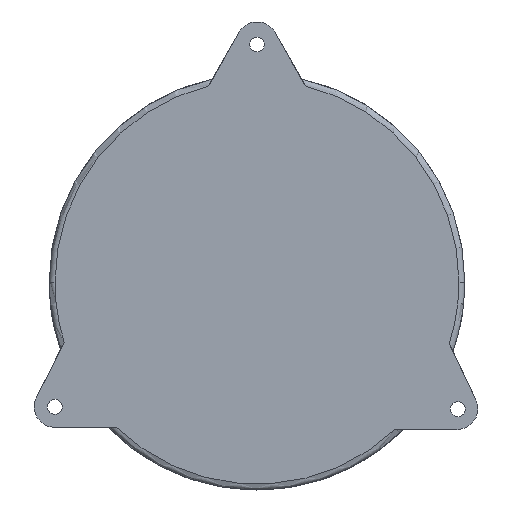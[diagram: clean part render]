
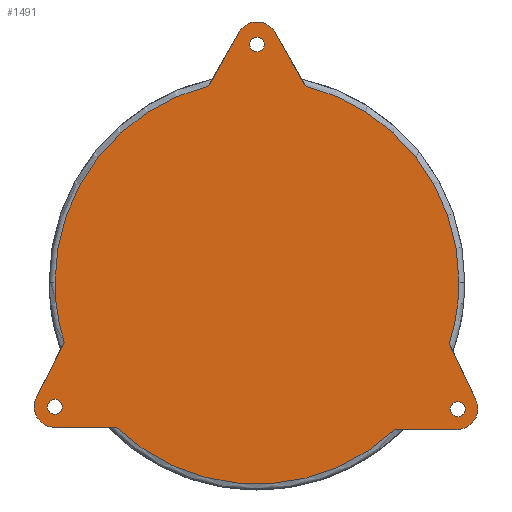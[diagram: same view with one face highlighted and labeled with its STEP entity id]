
A CAD part, front view. The second image highlights one B-rep face of the part: STEP entity #1491.
In plain terms, the highlighted planar face has unit normal (0, -1, 0).
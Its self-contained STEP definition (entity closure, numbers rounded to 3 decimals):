
#824=CARTESIAN_POINT('POINT47',(138.945,2.54,
   382.282));
#825=VERTEX_POINT('VERTEX47',#824);
#833=CARTESIAN_POINT('POINT48',(145.295,2.54,
   382.282));
#834=VERTEX_POINT('VERTEX48',#833);
#841=CARTESIAN_POINT('POS91',(142.12,2.54,
   382.282));
#842=DIRECTION('DIR161',(0.,-1.,0.));
#843=DIRECTION('DIR162',(1.,0.,0.));
#844=AXIS2_PLACEMENT_3D('AXIS71',#841,#842,#843);
#845=CIRCLE('ELLIPSE45',#844,3.175);
#846=EDGE_CURVE('EDGE70',#834,#825,#845,.T.);
#859=CARTESIAN_POINT('POS93',(142.12,2.54,
   382.282));
#860=DIRECTION('DIR165',(0.,-1.,0.));
#861=DIRECTION('DIR166',(-1.,0.,0.));
#862=AXIS2_PLACEMENT_3D('AXIS73',#859,#860,#861);
#863=CIRCLE('ELLIPSE46',#862,3.175);
#864=EDGE_CURVE('EDGE71',#825,#834,#863,.T.);
#874=CARTESIAN_POINT('POINT49',(225.425,2.54,537.21));
#875=VERTEX_POINT('VERTEX49',#874);
#883=CARTESIAN_POINT('POINT50',(231.775,2.54,537.21));
#884=VERTEX_POINT('VERTEX50',#883);
#891=CARTESIAN_POINT('POS97',(228.6,2.54,537.21));
#892=DIRECTION('DIR171',(0.,-1.,0.));
#893=DIRECTION('DIR172',(1.,0.,0.));
#894=AXIS2_PLACEMENT_3D('AXIS75',#891,#892,#893);
#895=CIRCLE('ELLIPSE47',#894,3.175);
#896=EDGE_CURVE('EDGE74',#884,#875,#895,.T.);
#909=CARTESIAN_POINT('POS99',(228.6,2.54,537.21));
#910=DIRECTION('DIR175',(0.,-1.,0.));
#911=DIRECTION('DIR176',(-1.,0.,0.));
#912=AXIS2_PLACEMENT_3D('AXIS77',#909,#910,#911);
#913=CIRCLE('ELLIPSE48',#912,3.175);
#914=EDGE_CURVE('EDGE75',#875,#884,#913,.T.);
#924=CARTESIAN_POINT('POINT51',(207.882,2.54,
   519.448));
#925=VERTEX_POINT('VERTEX51',#924);
#937=CARTESIAN_POINT('POINT52',(142.24,2.54,435.61));
#938=VERTEX_POINT('VERTEX52',#937);
#946=CARTESIAN_POINT('POS102',(228.6,2.54,435.61));
#947=DIRECTION('DIR181',(0.,1.,0.));
#948=DIRECTION('DIR182',(-1.,0.,0.));
#949=AXIS2_PLACEMENT_3D('AXIS80',#946,#947,#948);
#950=CIRCLE('ELLIPSE50',#949,86.36);
#951=EDGE_CURVE('EDGE78',#938,#925,#950,.T.);
#962=CARTESIAN_POINT('POINT53',(220.868,2.54,
   542.336));
#963=VERTEX_POINT('VERTEX53',#962);
#964=CARTESIAN_POINT('POS104',(207.882,2.54,
   519.448));
#965=DIRECTION('DIR185',(0.493,0.,
   0.87));
#966=VECTOR('VEC23',#965,25.4);
#967=LINE('STRAIGHT23',#964,#966);
#968=EDGE_CURVE('EDGE79',#925,#963,#967,.T.);
#985=CARTESIAN_POINT('POINT54',(236.332,2.54,
   542.336));
#986=VERTEX_POINT('VERTEX54',#985);
#995=CARTESIAN_POINT('POS108',(228.6,2.54,
   537.948));
#996=DIRECTION('DIR190',(0.,1.,0.));
#997=DIRECTION('DIR191',(-0.87,0.,
   0.493));
#998=AXIS2_PLACEMENT_3D('AXIS83',#995,#996,#997);
#999=CIRCLE('ELLIPSE51',#998,8.89);
#1000=EDGE_CURVE('EDGE82',#963,#986,#999,.T.);
#1011=CARTESIAN_POINT('POINT55',(249.318,2.54,
   519.448));
#1012=VERTEX_POINT('VERTEX55',#1011);
#1013=CARTESIAN_POINT('POS110',(236.332,2.54,
   542.336));
#1014=DIRECTION('DIR194',(0.493,0.,
   -0.87));
#1015=VECTOR('VEC26',#1014,25.4);
#1016=LINE('STRAIGHT26',#1013,#1015);
#1017=EDGE_CURVE('EDGE83',#986,#1012,#1016,.T.);
#1038=CARTESIAN_POINT('POINT56',(314.96,2.54,435.61));
#1039=VERTEX_POINT('VERTEX56',#1038);
#1049=CARTESIAN_POINT('POS113',(228.6,2.54,435.61));
#1050=DIRECTION('DIR199',(0.,1.,0.));
#1051=DIRECTION('DIR200',(0.24,0.,
   0.971));
#1052=AXIS2_PLACEMENT_3D('AXIS87',#1049,#1050,#1051);
#1053=CIRCLE('ELLIPSE53',#1052,86.36);
#1054=EDGE_CURVE('EDGE86',#1012,#1039,#1053,.T.);
#1064=CARTESIAN_POINT('POINT57',(310.824,2.54,
   409.204));
#1065=VERTEX_POINT('VERTEX57',#1064);
#1087=CARTESIAN_POINT('POS116',(228.6,2.54,
   435.61));
#1088=DIRECTION('DIR205',(0.,1.,0.));
#1089=DIRECTION('DIR206',(1.,0.,0.));
#1090=AXIS2_PLACEMENT_3D('AXIS90',#1087,#1088,#1089);
#1091=CIRCLE('ELLIPSE55',#1090,86.36);
#1092=EDGE_CURVE('EDGE89',#1039,#1065,#1091,.T.);
#1102=CARTESIAN_POINT('POINT59',(168.581,2.54,
   373.515));
#1103=VERTEX_POINT('VERTEX59',#1102);
#1124=CARTESIAN_POINT('POINT61',(287.591,2.54,
   372.537));
#1125=VERTEX_POINT('VERTEX61',#1124);
#1137=CARTESIAN_POINT('POS119',(228.6,2.54,435.61));
#1138=DIRECTION('DIR211',(0.,1.,0.));
#1139=DIRECTION('DIR212',(0.683,0.,
   -0.73));
#1140=AXIS2_PLACEMENT_3D('AXIS93',#1137,#1138,#1139);
#1141=CIRCLE('ELLIPSE57',#1140,86.36);
#1142=EDGE_CURVE('EDGE93',#1125,#1103,#1141,.T.);
#1153=CARTESIAN_POINT('POINT62',(142.12,2.54,
   373.515));
#1154=VERTEX_POINT('VERTEX62',#1153);
#1155=CARTESIAN_POINT('POS121',(168.581,2.54,
   373.515));
#1156=DIRECTION('DIR215',(-1.,0.,0.));
#1157=VECTOR('VEC27',#1156,25.4);
#1158=LINE('STRAIGHT27',#1155,#1157);
#1159=EDGE_CURVE('EDGE94',#1103,#1154,#1158,.T.);
#1176=CARTESIAN_POINT('POINT63',(133.353,2.54,
   382.282));
#1177=VERTEX_POINT('VERTEX63',#1176);
#1186=CARTESIAN_POINT('POS125',(142.12,2.54,
   382.282));
#1187=DIRECTION('DIR220',(0.,1.,0.));
#1188=DIRECTION('DIR221',(0.,0.,-1.));
#1189=AXIS2_PLACEMENT_3D('AXIS96',#1186,#1187,#1188);
#1190=CIRCLE('ELLIPSE58',#1189,8.767);
#1191=EDGE_CURVE('EDGE97',#1154,#1177,#1190,.T.);
#1202=CARTESIAN_POINT('POINT64',(134.287,2.54,
   386.219));
#1203=VERTEX_POINT('VERTEX64',#1202);
#1204=EDGE_CURVE('EDGE98',#1177,#1203,#1190,.T.);
#1217=CARTESIAN_POINT('POINT65',(146.168,2.54,
   409.862));
#1218=VERTEX_POINT('VERTEX65',#1217);
#1219=CARTESIAN_POINT('POS128',(134.287,2.54,
   386.219));
#1220=DIRECTION('DIR225',(0.449,0.,
   0.894));
#1221=VECTOR('VEC31',#1220,25.4);
#1222=LINE('STRAIGHT31',#1219,#1221);
#1223=EDGE_CURVE('EDGE100',#1203,#1218,#1222,.T.);
#1254=CARTESIAN_POINT('POS131',(228.6,2.54,
   435.61));
#1255=DIRECTION('DIR230',(0.,1.,0.));
#1256=DIRECTION('DIR231',(-0.955,0.,
   -0.298));
#1257=AXIS2_PLACEMENT_3D('AXIS100',#1254,#1255,#1256);
#1258=CIRCLE('ELLIPSE60',#1257,86.36);
#1259=EDGE_CURVE('EDGE103',#1218,#938,#1258,.T.);
#1270=CARTESIAN_POINT('POINT66',(322.149,2.54,
   385.224));
#1271=VERTEX_POINT('VERTEX66',#1270);
#1272=CARTESIAN_POINT('POS133',(310.824,2.54,
   409.204));
#1273=DIRECTION('DIR234',(0.427,0.,
   -0.904));
#1274=VECTOR('VEC32',#1273,25.4);
#1275=LINE('STRAIGHT32',#1272,#1274);
#1276=EDGE_CURVE('EDGE104',#1065,#1271,#1275,.T.);
#1302=CARTESIAN_POINT('POINT69',(311.247,2.54,
   381.23));
#1303=VERTEX_POINT('VERTEX69',#1302);
#1319=CARTESIAN_POINT('POINT71',(317.597,2.54,
   381.23));
#1320=VERTEX_POINT('VERTEX71',#1319);
#1327=CARTESIAN_POINT('POS140',(314.422,2.54,
   381.23));
#1328=DIRECTION('DIR243',(0.,-1.,0.));
#1329=DIRECTION('DIR244',(1.,0.,0.));
#1330=AXIS2_PLACEMENT_3D('AXIS104',#1327,#1328,#1329);
#1331=CIRCLE('ELLIPSE62',#1330,3.175);
#1332=EDGE_CURVE('EDGE110',#1320,#1303,#1331,.T.);
#1351=CARTESIAN_POINT('POS143',(314.422,2.54,
   381.23));
#1352=DIRECTION('DIR249',(0.,-1.,0.));
#1353=DIRECTION('DIR250',(-1.,0.,0.));
#1354=AXIS2_PLACEMENT_3D('AXIS107',#1351,#1352,#1353);
#1355=CIRCLE('ELLIPSE64',#1354,3.175);
#1356=EDGE_CURVE('EDGE112',#1303,#1320,#1355,.T.);
#1416=CARTESIAN_POINT('POINT74',(314.11,2.54,
   372.537));
#1417=VERTEX_POINT('VERTEX74',#1416);
#1426=CARTESIAN_POINT('POS148',(314.11,2.54,
   372.537));
#1427=DIRECTION('DIR258',(-1.,0.,0.));
#1428=VECTOR('VEC38',#1427,25.4);
#1429=LINE('STRAIGHT38',#1426,#1428);
#1430=EDGE_CURVE('EDGE117',#1417,#1125,#1429,.T.);
#1447=ORIENTED_EDGE('COEDGE208',*,*,#1259,.F.);
#1448=ORIENTED_EDGE('COEDGE209',*,*,#1223,.F.);
#1449=ORIENTED_EDGE('COEDGE210',*,*,#1204,.F.);
#1450=ORIENTED_EDGE('COEDGE211',*,*,#1191,.F.);
#1451=ORIENTED_EDGE('COEDGE212',*,*,#1159,.F.);
#1452=ORIENTED_EDGE('COEDGE213',*,*,#1142,.F.);
#1453=ORIENTED_EDGE('COEDGE214',*,*,#1430,.F.);
#1454=CARTESIAN_POINT('POINT76',(323.,2.54,
   381.427));
#1455=VERTEX_POINT('VERTEX76',#1454);
#1456=CARTESIAN_POINT('POS151',(314.11,2.54,
   381.427));
#1457=DIRECTION('DIR262',(0.,1.,0.));
#1458=DIRECTION('DIR263',(0.904,0.,
   0.427));
#1459=AXIS2_PLACEMENT_3D('AXIS112',#1456,#1457,#1458);
#1460=CIRCLE('ELLIPSE66',#1459,8.89);
#1461=EDGE_CURVE('EDGE119',#1455,#1417,#1460,.T.);
#1462=ORIENTED_EDGE('COEDGE215',*,*,#1461,.F.);
#1463=EDGE_CURVE('EDGE120',#1271,#1455,#1460,.T.);
#1464=ORIENTED_EDGE('COEDGE216',*,*,#1463,.F.);
#1465=ORIENTED_EDGE('COEDGE217',*,*,#1276,.F.);
#1466=ORIENTED_EDGE('COEDGE218',*,*,#1092,.F.);
#1467=ORIENTED_EDGE('COEDGE219',*,*,#1054,.F.);
#1468=ORIENTED_EDGE('COEDGE220',*,*,#1017,.F.);
#1469=ORIENTED_EDGE('COEDGE221',*,*,#1000,.F.);
#1470=ORIENTED_EDGE('COEDGE222',*,*,#968,.F.);
#1471=ORIENTED_EDGE('COEDGE223',*,*,#951,.F.);
#1472=EDGE_LOOP('NONE',(#1447,#1448,#1449,#1450,#1451,#1452,#1453,#1462,
   #1464,#1465,#1466,#1467,#1468,#1469,#1470,#1471));
#1473=FACE_BOUND('LOOP1',#1472,.T.);
#1474=ORIENTED_EDGE('COEDGE224',*,*,#914,.F.);
#1475=ORIENTED_EDGE('COEDGE225',*,*,#896,.F.);
#1476=EDGE_LOOP('NONE',(#1474,#1475));
#1477=FACE_BOUND('LOOP1',#1476,.T.);
#1478=ORIENTED_EDGE('COEDGE226',*,*,#1356,.F.);
#1479=ORIENTED_EDGE('COEDGE227',*,*,#1332,.F.);
#1480=EDGE_LOOP('NONE',(#1478,#1479));
#1481=FACE_BOUND('LOOP1',#1480,.T.);
#1482=ORIENTED_EDGE('COEDGE228',*,*,#864,.F.);
#1483=ORIENTED_EDGE('COEDGE229',*,*,#846,.F.);
#1484=EDGE_LOOP('NONE',(#1482,#1483));
#1485=FACE_BOUND('LOOP1',#1484,.T.);
#1486=CARTESIAN_POINT('POS152',(0.,2.54,0.));
#1487=DIRECTION('DIR264',(0.,1.,0.));
#1488=DIRECTION('DIR265',(1.,0.,0.));
#1489=AXIS2_PLACEMENT_3D('AXIS113',#1486,#1487,#1488);
#1490=PLANE('PLANE14',#1489);
#1491=ADVANCED_FACE('FACE49',(#1473,#1477,#1481,#1485),#1490,.F.);
